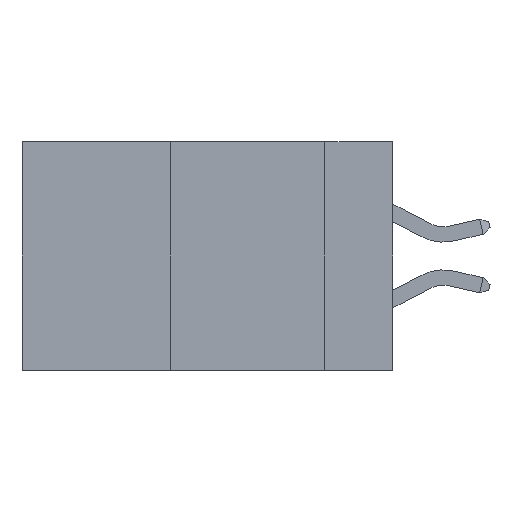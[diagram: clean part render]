
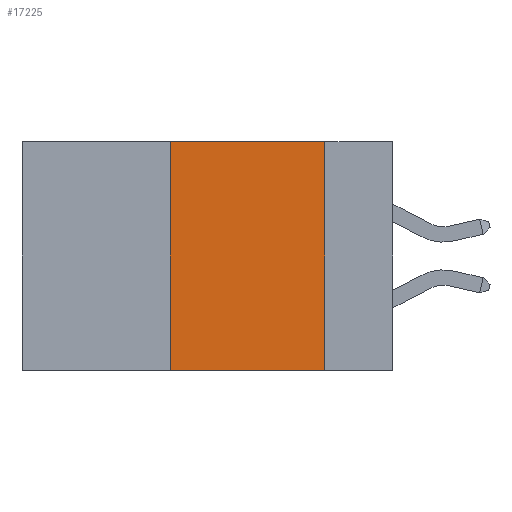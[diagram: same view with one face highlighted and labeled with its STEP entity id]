
A CAD part, left-side view. The second image highlights one B-rep face of the part: STEP entity #17225.
In plain terms, the highlighted planar face has unit normal (-1, 0, 0).
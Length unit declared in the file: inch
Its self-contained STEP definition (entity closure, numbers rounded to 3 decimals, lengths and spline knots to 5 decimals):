
#924 = LINE ( 'NONE', #19396, #5490 ) ;
#1156 = VECTOR ( 'NONE', #20829, 39.37008 ) ;
#1185 = VECTOR ( 'NONE', #15082, 39.37008 ) ;
#2887 = CARTESIAN_POINT ( 'NONE',  ( 0., 0.11, -0.37 ) ) ;
#3596 = LINE ( 'NONE', #15325, #1156 ) ;
#3687 = EDGE_LOOP ( 'NONE', ( #4859, #8819, #10933, #10438 ) ) ;
#4367 = VERTEX_POINT ( 'NONE', #12501 ) ;
#4859 = ORIENTED_EDGE ( 'NONE', *, *, #8251, .F. ) ;
#5490 = VECTOR ( 'NONE', #21206, 39.37008 ) ;
#6309 = LINE ( 'NONE', #20536, #1185 ) ;
#6341 = CARTESIAN_POINT ( 'NONE',  ( 0., 0.36, 0. ) ) ;
#7423 = CARTESIAN_POINT ( 'NONE',  ( 0., 0.6, 0. ) ) ;
#8251 = EDGE_CURVE ( 'NONE', #8461, #16296, #6309, .T. ) ;
#8461 = VERTEX_POINT ( 'NONE', #17612 ) ;
#8637 = CARTESIAN_POINT ( 'NONE',  ( 0., 0.36, -0.37 ) ) ;
#8819 = ORIENTED_EDGE ( 'NONE', *, *, #15997, .F. ) ;
#9279 = DIRECTION ( 'NONE',  ( 1., 0., 0. ) ) ;
#9558 = VERTEX_POINT ( 'NONE', #8637 ) ;
#10073 = FACE_OUTER_BOUND ( 'NONE', #3687, .T. ) ;
#10438 = ORIENTED_EDGE ( 'NONE', *, *, #21089, .T. ) ;
#10933 = ORIENTED_EDGE ( 'NONE', *, *, #19973, .F. ) ;
#11194 = AXIS2_PLACEMENT_3D ( 'NONE', #7423, #9279, #22284 ) ;
#12501 = CARTESIAN_POINT ( 'NONE',  ( 0., 0.36, 0. ) ) ;
#12864 = LINE ( 'NONE', #6341, #22651 ) ;
#15082 = DIRECTION ( 'NONE',  ( 0., 0., -1. ) ) ;
#15325 = CARTESIAN_POINT ( 'NONE',  ( 0., 0.6, 0. ) ) ;
#15997 = EDGE_CURVE ( 'NONE', #4367, #8461, #3596, .T. ) ;
#16296 = VERTEX_POINT ( 'NONE', #2887 ) ;
#17225 = ADVANCED_FACE ( 'NONE', ( #10073 ), #18645, .F. ) ;
#17612 = CARTESIAN_POINT ( 'NONE',  ( 0., 0.11, 0. ) ) ;
#18645 = PLANE ( 'NONE',  #11194 ) ;
#19396 = CARTESIAN_POINT ( 'NONE',  ( 0., 0.6, -0.37 ) ) ;
#19973 = EDGE_CURVE ( 'NONE', #9558, #4367, #12864, .T. ) ;
#20536 = CARTESIAN_POINT ( 'NONE',  ( 0., 0.11, 0. ) ) ;
#20829 = DIRECTION ( 'NONE',  ( 0., -1., 0. ) ) ;
#21089 = EDGE_CURVE ( 'NONE', #9558, #16296, #924, .T. ) ;
#21206 = DIRECTION ( 'NONE',  ( 0., -1., 0. ) ) ;
#21238 = DIRECTION ( 'NONE',  ( 0., 0., 1. ) ) ;
#22284 = DIRECTION ( 'NONE',  ( 0., 0., -1. ) ) ;
#22651 = VECTOR ( 'NONE', #21238, 39.37008 ) ;
